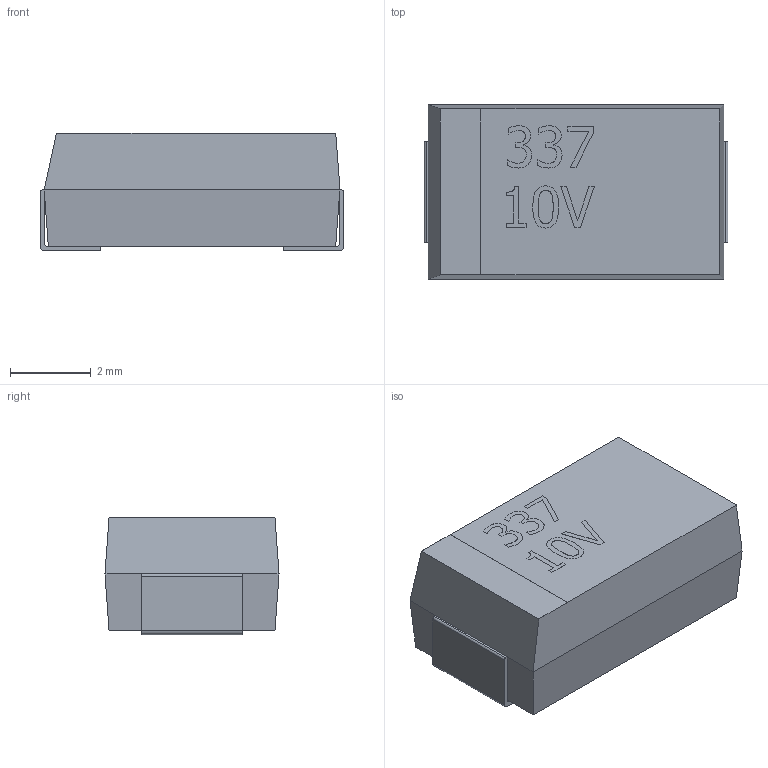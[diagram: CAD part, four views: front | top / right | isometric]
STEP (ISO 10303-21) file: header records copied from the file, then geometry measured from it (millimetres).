
FILE_DESCRIPTION((''),'2;1');
FILE_NAME('tantalum 330uF.stp','2015-04-13T15:11:56',('s42851'),(''),'Autodesk Inventor 2012','Autodesk Inventor 2012','');
FILE_SCHEMA(('AUTOMOTIVE_DESIGN { 1 0 10303 214 1 1 1 1 }'));
Length unit declared in the file: millimetre
Products named in the file (1): tantalum 330uF
Bounding box: 7.5 x 4.3 x 2.9 mm (x, y, z)
Volume: 85.6 mm3; surface area: 138.9 mm2
Topology: 1 solids, 1 shells, 134 faces, 367 edges, 238 vertices
Faces by surface type: plane 77, bspline 51, cylinder 6
Entity records: 4524 total; most frequent: CARTESIAN_POINT 1403, ORIENTED_EDGE 734, DIRECTION 445, EDGE_CURVE 367, VECTOR 253, LINE 253, VERTEX_POINT 238, EDGE_LOOP 141
